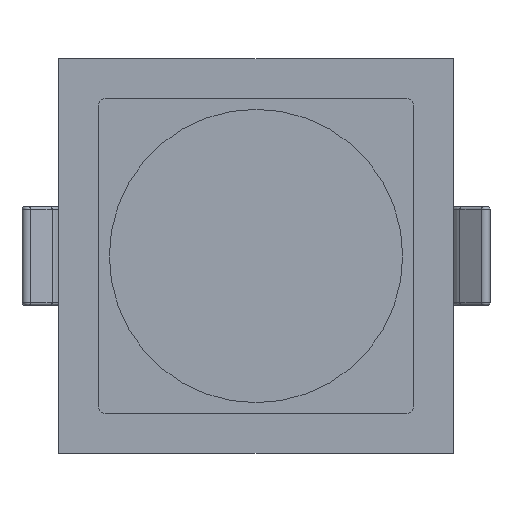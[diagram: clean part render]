
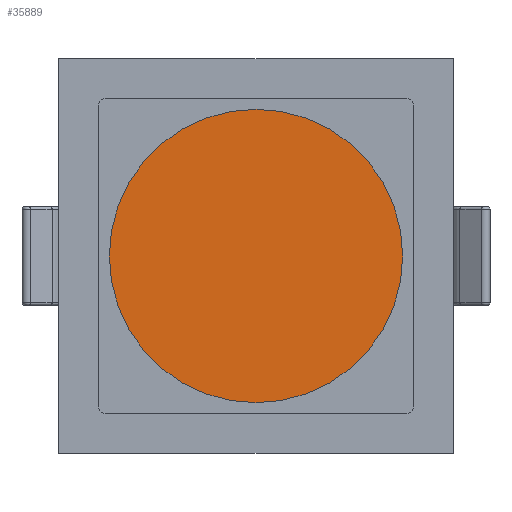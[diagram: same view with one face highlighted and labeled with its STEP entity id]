
A CAD part, front view. The second image highlights one B-rep face of the part: STEP entity #35889.
In plain terms, the highlighted planar face has unit normal (0, -1, 0).
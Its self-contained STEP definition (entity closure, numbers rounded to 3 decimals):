
#4976 = ORIENTED_EDGE ( 'NONE', *, *, #27645, .F. ) ;
#7032 = CARTESIAN_POINT ( 'NONE',  ( 0., 12.5, 0. ) ) ;
#14747 = FACE_OUTER_BOUND ( 'NONE', #17239, .T. ) ;
#15533 = PLANE ( 'NONE',  #40666 ) ;
#16602 = DIRECTION ( 'NONE',  ( 0., 0., 1. ) ) ;
#17239 = EDGE_LOOP ( 'NONE', ( #4976 ) ) ;
#20606 = CARTESIAN_POINT ( 'NONE',  ( 0., 12.5, 0. ) ) ;
#21848 = AXIS2_PLACEMENT_3D ( 'NONE', #20606, #36922, #16602 ) ;
#22708 = CIRCLE ( 'NONE', #21848, 27.75 ) ;
#27645 = EDGE_CURVE ( 'NONE', #38479, #38479, #22708, .T. ) ;
#29895 = CARTESIAN_POINT ( 'NONE',  ( 0., 12.5, 27.75 ) ) ;
#35889 = ADVANCED_FACE ( 'NONE', ( #14747 ), #15533, .F. ) ;
#36922 = DIRECTION ( 'NONE',  ( 0., 1., 0. ) ) ;
#38479 = VERTEX_POINT ( 'NONE', #29895 ) ;
#40666 = AXIS2_PLACEMENT_3D ( 'NONE', #7032, #48239, #44193 ) ;
#44193 = DIRECTION ( 'NONE',  ( 0., 0., 1. ) ) ;
#48239 = DIRECTION ( 'NONE',  ( 0., 1., 0. ) ) ;
